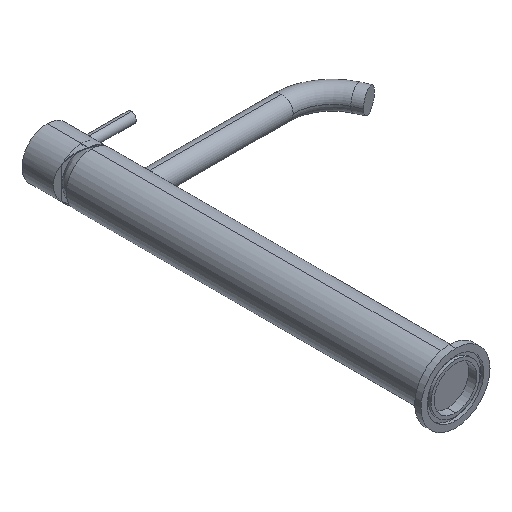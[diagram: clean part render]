
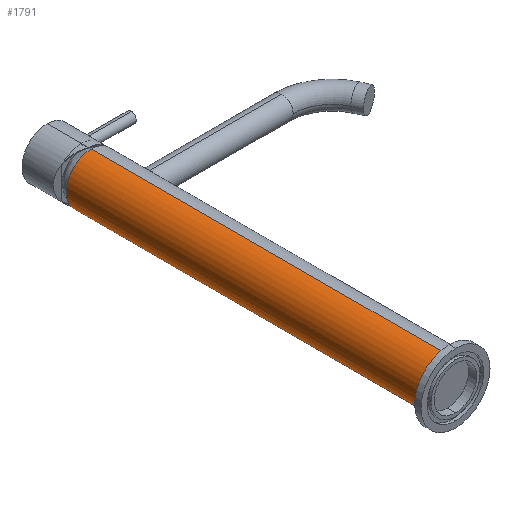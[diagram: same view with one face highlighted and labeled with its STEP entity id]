
A CAD part, isometric view. The second image highlights one B-rep face of the part: STEP entity #1791.
In plain terms, the highlighted cylindrical face has radius 20 mm (diameter 40 mm), a partial arc.
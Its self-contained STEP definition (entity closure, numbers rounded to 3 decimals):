
#47 = VECTOR ( 'NONE', #349, 1000. ) ;
#201 = EDGE_CURVE ( 'NONE', #216, #1359, #1135, .T. ) ;
#212 = FACE_OUTER_BOUND ( 'NONE', #1366, .T. ) ;
#216 = VERTEX_POINT ( 'NONE', #656 ) ;
#287 = CYLINDRICAL_SURFACE ( 'NONE', #1268, 20. ) ;
#331 = CIRCLE ( 'NONE', #2252, 20. ) ;
#349 = DIRECTION ( 'NONE',  ( 0., -1., 0. ) ) ;
#427 = LINE ( 'NONE', #568, #2034 ) ;
#568 = CARTESIAN_POINT ( 'NONE',  ( 0., 285., 20. ) ) ;
#656 = CARTESIAN_POINT ( 'NONE',  ( 0., 285., -20. ) ) ;
#681 = DIRECTION ( 'NONE',  ( 0., 1., 0. ) ) ;
#749 = DIRECTION ( 'NONE',  ( 0., 0., 1. ) ) ;
#803 = CARTESIAN_POINT ( 'NONE',  ( 0., 0., -20. ) ) ;
#818 = DIRECTION ( 'NONE',  ( 0., 0., 1. ) ) ;
#892 = CARTESIAN_POINT ( 'NONE',  ( 0., 285., 20. ) ) ;
#949 = EDGE_CURVE ( 'NONE', #216, #2103, #331, .T. ) ;
#954 = ORIENTED_EDGE ( 'NONE', *, *, #1530, .F. ) ;
#1052 = VERTEX_POINT ( 'NONE', #1238 ) ;
#1135 = LINE ( 'NONE', #1679, #47 ) ;
#1158 = ORIENTED_EDGE ( 'NONE', *, *, #201, .T. ) ;
#1238 = CARTESIAN_POINT ( 'NONE',  ( 0., 0., 20. ) ) ;
#1268 = AXIS2_PLACEMENT_3D ( 'NONE', #2150, #1929, #1724 ) ;
#1359 = VERTEX_POINT ( 'NONE', #803 ) ;
#1366 = EDGE_LOOP ( 'NONE', ( #954, #1721, #1158, #1412 ) ) ;
#1412 = ORIENTED_EDGE ( 'NONE', *, *, #1661, .T. ) ;
#1429 = DIRECTION ( 'NONE',  ( 0., -1., 0. ) ) ;
#1486 = AXIS2_PLACEMENT_3D ( 'NONE', #1659, #1863, #818 ) ;
#1530 = EDGE_CURVE ( 'NONE', #2103, #1052, #427, .T. ) ;
#1659 = CARTESIAN_POINT ( 'NONE',  ( 0., 0., 0. ) ) ;
#1661 = EDGE_CURVE ( 'NONE', #1359, #1052, #1740, .T. ) ;
#1679 = CARTESIAN_POINT ( 'NONE',  ( 0., 285., -20. ) ) ;
#1721 = ORIENTED_EDGE ( 'NONE', *, *, #949, .F. ) ;
#1724 = DIRECTION ( 'NONE',  ( 0., 0., -1. ) ) ;
#1740 = CIRCLE ( 'NONE', #1486, 20. ) ;
#1791 = ADVANCED_FACE ( 'NONE', ( #212 ), #287, .T. ) ;
#1863 = DIRECTION ( 'NONE',  ( 0., 1., 0. ) ) ;
#1929 = DIRECTION ( 'NONE',  ( 0., -1., 0. ) ) ;
#2034 = VECTOR ( 'NONE', #1429, 1000. ) ;
#2093 = CARTESIAN_POINT ( 'NONE',  ( 0., 285., 0. ) ) ;
#2103 = VERTEX_POINT ( 'NONE', #892 ) ;
#2150 = CARTESIAN_POINT ( 'NONE',  ( 0., 285., 0. ) ) ;
#2252 = AXIS2_PLACEMENT_3D ( 'NONE', #2093, #681, #749 ) ;
